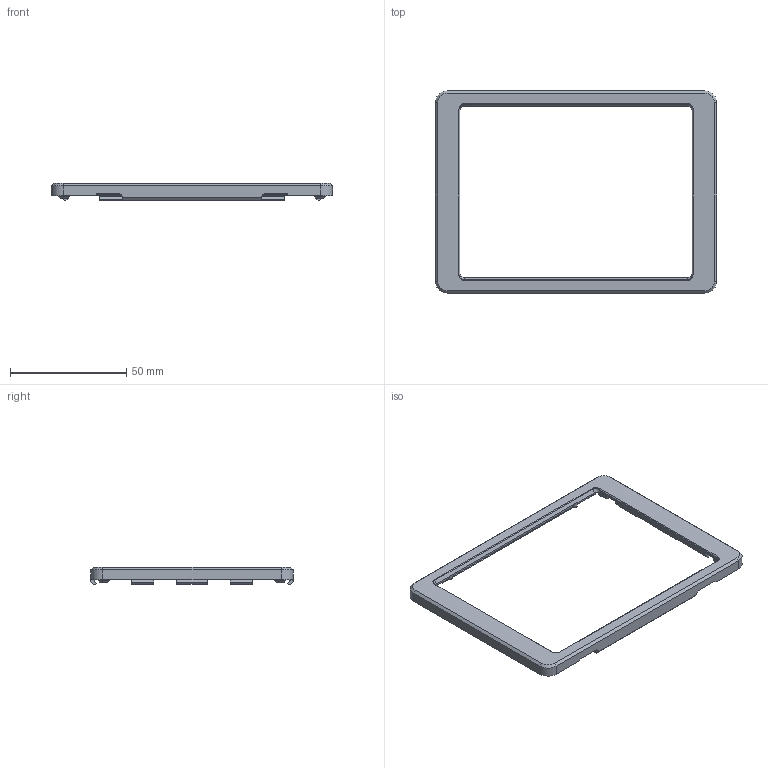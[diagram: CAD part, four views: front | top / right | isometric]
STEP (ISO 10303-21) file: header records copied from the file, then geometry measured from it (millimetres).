
FILE_DESCRIPTION (( 'STEP AP203' ), '1' );
FILE_NAME ('25c-p003b2 diffuser bezel snapfit.step', '2025-12-18T05:43:27', ( '' ), ( '' ), '', '', '' );
FILE_SCHEMA (( 'CONFIG_CONTROL_DESIGN' ));
Length unit declared in the file: millimetre
Products named in the file (1): 25c-p003b2 diffuser bezel snapfit
Bounding box: 121 x 87 x 7.5 mm (x, y, z)
Volume: 13074.5 mm3; surface area: 11449.8 mm2
Topology: 1 solids, 1 shells, 295 faces, 754 edges, 472 vertices
Faces by surface type: plane 167, cylinder 80, cone 44, bspline 4
Entity records: 9277 total; most frequent: CARTESIAN_POINT 1958, DIRECTION 1530, ORIENTED_EDGE 1508, EDGE_CURVE 754, VECTOR 514, LINE 514, AXIS2_PLACEMENT_3D 508, VERTEX_POINT 472
